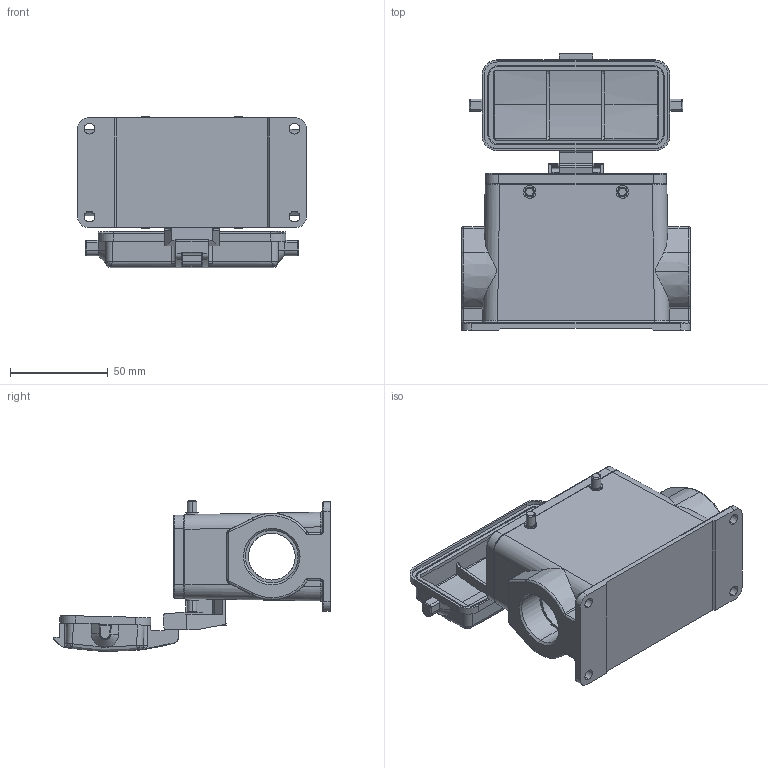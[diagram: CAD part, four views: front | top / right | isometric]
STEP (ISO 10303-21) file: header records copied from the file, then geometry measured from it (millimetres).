
FILE_DESCRIPTION (( 'STEP AP203' ), '1' );
FILE_NAME ('H16B-SFH-4B-CV-2PG21.STP', '2017-08-04T06:46:09', ( '微软用户' ), ( '微软中国' ), 'SwSTEP 2.0', 'SolidWorks 2012', '' );
FILE_SCHEMA (( 'CONFIG_CONTROL_DESIGN' ));
Length unit declared in the file: millimetre
Products named in the file (1): H16B-SFH-4B-CV-2PG21
Bounding box: 117 x 141.74 x 77.48 mm (x, y, z)
Volume: 182931 mm3; surface area: 79990.1 mm2
Topology: 1 solids, 6 shells, 657 faces, 1650 edges, 1029 vertices
Faces by surface type: cylinder 261, plane 236, bspline 116, cone 34, torus 10
Entity records: 26786 total; most frequent: CARTESIAN_POINT 12046, ORIENTED_EDGE 3300, DIRECTION 2749, EDGE_CURVE 1650, VERTEX_POINT 1029, AXIS2_PLACEMENT_3D 962, VECTOR 825, LINE 825
